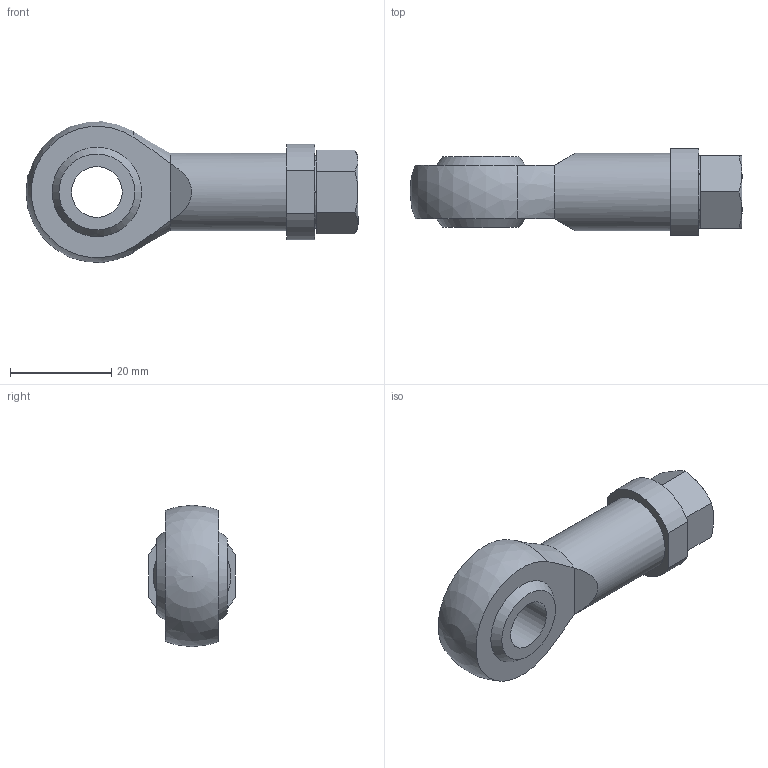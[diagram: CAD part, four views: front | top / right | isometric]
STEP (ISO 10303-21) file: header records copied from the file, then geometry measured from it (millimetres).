
FILE_DESCRIPTION(/* description */ ('STEP AP214'),/* implementation_level */ '2;1');
FILE_NAME(/* name */ '532696_SGS-3_8-24',/* time_stamp */ '2024-09-10T22:44:34+02:00',/* author */ ('License CC BY-ND 4.0'),/* organization */ ('CADENAS'),/* preprocessor_version */ 'ST-DEVELOPER v19.3',/* originating_system */ 'PARTsolutions',/* authorisation */ ' ');
FILE_SCHEMA (('AUTOMOTIVE_DESIGN {1 0 10303 214 3 1 1}'));
Length unit declared in the file: millimetre
Products named in the file (3): 532696 SGS-3/8-24---(0_0); 532696 SGS-3/8-24---(S_0_0); Hex Nuts 3/8 ANSI B18.2.2
Assembly tree (2 placements, depth 2):
  532696 SGS-3/8-24---(0_0)
    532696 SGS-3/8-24---(S_0_0)
    Hex Nuts 3/8 ANSI B18.2.2
Bounding box: 65.56 x 17 x 27.94 mm (x, y, z)
Volume: 11407.5 mm3; surface area: 5634.1 mm2
Topology: 2 solids, 2 shells, 51 faces, 128 edges, 83 vertices
Faces by surface type: plane 24, cylinder 12, cone 12, sphere 3
Full cylindrical faces by diameter (mm): 8.379 x2, 10 x1, 15.352 x1
Entity records: 1534 total; most frequent: CARTESIAN_POINT 293, DIRECTION 248, ORIENTED_EDGE 224, EDGE_CURVE 112, AXIS2_PLACEMENT_3D 98, VERTEX_POINT 79, FACE_BOUND 69, EDGE_LOOP 68
